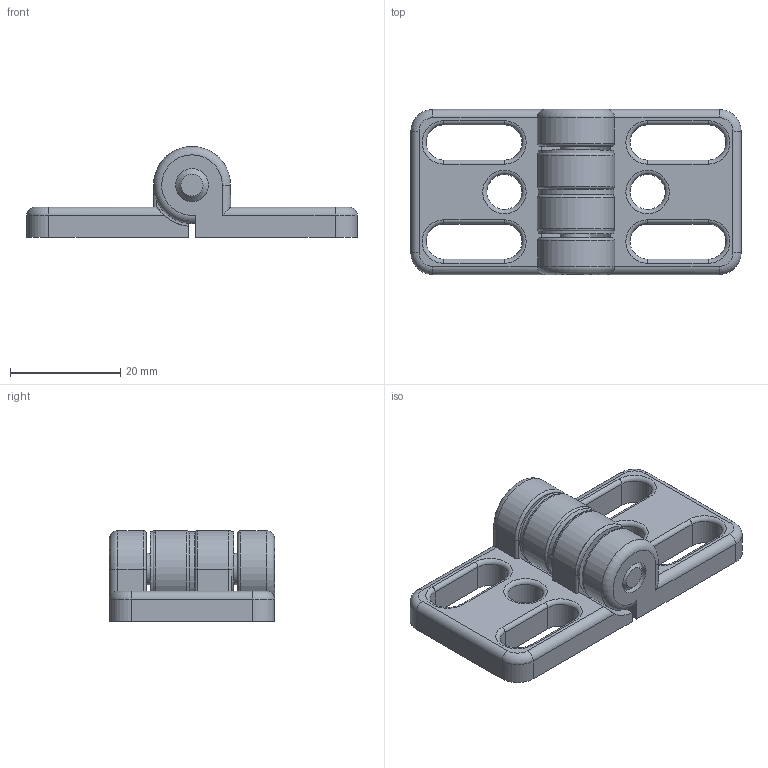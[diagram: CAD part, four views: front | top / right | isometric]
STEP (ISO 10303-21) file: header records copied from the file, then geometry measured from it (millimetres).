
FILE_DESCRIPTION( ( 'STEP AP203' ), '1' );
FILE_NAME( '095400(0).stp', '2021-11-23T15:28:14', ( 'License CC BY-ND 4.0' ), ( 'CADENAS' ), ' ', 'PARTsolutions', ' ' );
FILE_SCHEMA( ( 'CONFIG_CONTROL_DESIGN' ) );
Length unit declared in the file: millimetre
Products named in the file (5): 095400(0); _095400_pin; _095400_1; _095400_washer; _095400_2
Assembly tree (6 placements, depth 2):
  095400(0)
    _095400_pin
    _095400_1
    _095400_washer  x3
    _095400_2
Bounding box: 60 x 30 x 16.5 mm (x, y, z)
Volume: 10697.9 mm3; surface area: 8370 mm2
Topology: 6 solids, 6 shells, 123 faces, 295 edges, 184 vertices
Faces by surface type: cylinder 58, plane 38, torus 25, cone 2
Full cylindrical faces by diameter (mm): 5.8 x3, 6 x8, 6.4 x2, 13.7 x3
Entity records: 3534 total; most frequent: CARTESIAN_POINT 626, DIRECTION 620, ORIENTED_EDGE 516, EDGE_CURVE 258, AXIS2_PLACEMENT_3D 250, VERTEX_POINT 170, EDGE_LOOP 156, FACE_OUTER_BOUND 132
